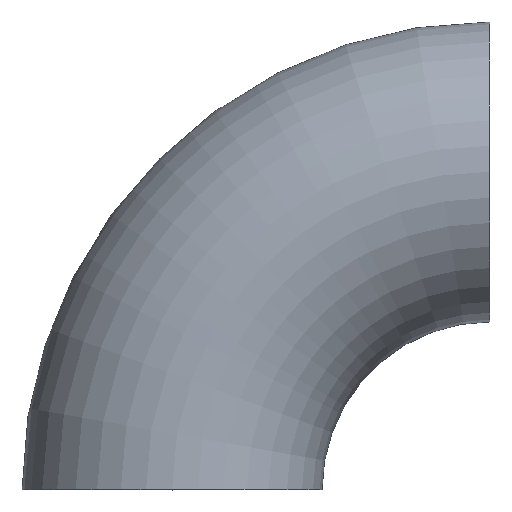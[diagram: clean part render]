
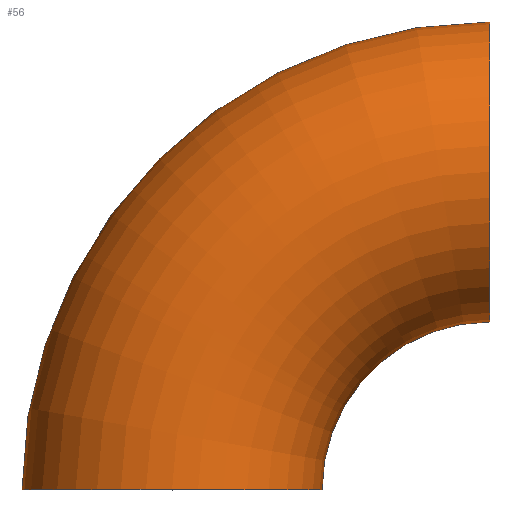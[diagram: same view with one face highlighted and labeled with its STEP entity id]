
A CAD part, top view. The second image highlights one B-rep face of the part: STEP entity #56.
In plain terms, the highlighted toroidal (fillet/blend) face has major radius 28.5 mm and minor radius 13.45 mm.
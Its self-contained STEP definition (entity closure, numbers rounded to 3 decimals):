
#6 = AXIS2_PLACEMENT_3D ( 'NONE', #138, #133, #242 ) ;
#11 = CARTESIAN_POINT ( 'NONE',  ( -13.45, 0., 0. ) ) ;
#21 = VERTEX_POINT ( 'NONE', #128 ) ;
#24 = ORIENTED_EDGE ( 'NONE', *, *, #121, .F. ) ;
#26 = DIRECTION ( 'NONE',  ( 0., 0., 1. ) ) ;
#31 = CARTESIAN_POINT ( 'NONE',  ( 28.5, 28.5, 0. ) ) ;
#50 = DIRECTION ( 'NONE',  ( 0., 0., 1. ) ) ;
#51 = DIRECTION ( 'NONE',  ( 1., 0., 0. ) ) ;
#56 = ADVANCED_FACE ( 'NONE', ( #184 ), #134, .T. ) ;
#66 = CARTESIAN_POINT ( 'NONE',  ( 28.5, 0., 0. ) ) ;
#69 = EDGE_CURVE ( 'NONE', #21, #252, #198, .T. ) ;
#76 = EDGE_CURVE ( 'NONE', #83, #100, #154, .T. ) ;
#78 = EDGE_LOOP ( 'NONE', ( #24, #135, #126, #172 ) ) ;
#83 = VERTEX_POINT ( 'NONE', #171 ) ;
#84 = CARTESIAN_POINT ( 'NONE',  ( 28.5, 0., 0. ) ) ;
#87 = DIRECTION ( 'NONE',  ( 0., 0., 1. ) ) ;
#100 = VERTEX_POINT ( 'NONE', #219 ) ;
#108 = DIRECTION ( 'NONE',  ( 1., 0., 0. ) ) ;
#109 = CIRCLE ( 'NONE', #145, 13.45 ) ;
#121 = EDGE_CURVE ( 'NONE', #21, #83, #141, .T. ) ;
#126 = ORIENTED_EDGE ( 'NONE', *, *, #152, .T. ) ;
#128 = CARTESIAN_POINT ( 'NONE',  ( 28.5, 41.95, 0. ) ) ;
#133 = DIRECTION ( 'NONE',  ( 0., 0., 1. ) ) ;
#134 = TOROIDAL_SURFACE ( 'NONE', #150, 28.5, 13.45 ) ;
#135 = ORIENTED_EDGE ( 'NONE', *, *, #69, .T. ) ;
#138 = CARTESIAN_POINT ( 'NONE',  ( 28.5, 0., 0. ) ) ;
#141 = CIRCLE ( 'NONE', #207, 13.45 ) ;
#145 = AXIS2_PLACEMENT_3D ( 'NONE', #244, #156, #174 ) ;
#150 = AXIS2_PLACEMENT_3D ( 'NONE', #66, #26, #203 ) ;
#152 = EDGE_CURVE ( 'NONE', #252, #100, #109, .T. ) ;
#154 = CIRCLE ( 'NONE', #6, 15.05 ) ;
#156 = DIRECTION ( 'NONE',  ( 0., 1., 0. ) ) ;
#171 = CARTESIAN_POINT ( 'NONE',  ( 28.5, 15.05, 0. ) ) ;
#172 = ORIENTED_EDGE ( 'NONE', *, *, #76, .F. ) ;
#174 = DIRECTION ( 'NONE',  ( 0., 0., 1. ) ) ;
#184 = FACE_OUTER_BOUND ( 'NONE', #78, .T. ) ;
#198 = CIRCLE ( 'NONE', #221, 41.95 ) ;
#203 = DIRECTION ( 'NONE',  ( 1., 0., 0. ) ) ;
#207 = AXIS2_PLACEMENT_3D ( 'NONE', #31, #51, #50 ) ;
#219 = CARTESIAN_POINT ( 'NONE',  ( 13.45, 0., 0. ) ) ;
#221 = AXIS2_PLACEMENT_3D ( 'NONE', #84, #87, #108 ) ;
#242 = DIRECTION ( 'NONE',  ( 1., 0., 0. ) ) ;
#244 = CARTESIAN_POINT ( 'NONE',  ( 0., 0., 0. ) ) ;
#252 = VERTEX_POINT ( 'NONE', #11 ) ;
